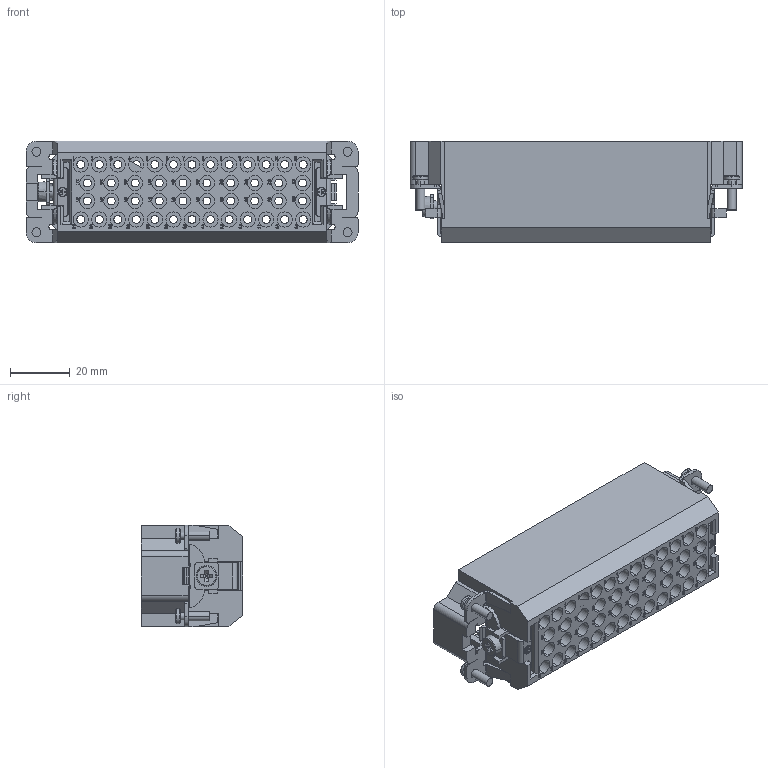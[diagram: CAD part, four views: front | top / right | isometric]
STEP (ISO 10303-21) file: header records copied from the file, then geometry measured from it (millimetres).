
FILE_DESCRIPTION((''),'2;1');
FILE_NAME('46M','2017-08-14T',('tl.yang'),(''),'PRO/ENGINEER BY PARAMETRIC TECHNOLOGY CORPORATION, 2011500','PRO/ENGINEER BY PARAMETRIC TECHNOLOGY CORPORATION, 2011500','');
FILE_SCHEMA(('CONFIG_CONTROL_DESIGN'));
Products named in the file (1): 46M
Bounding box: 111 x 34 x 34 mm (x, y, z)
Volume: 58120.5 mm3; surface area: 40698.9 mm2
Topology: 1 solids, 1 shells, 6916 faces, 19603 edges, 13068 vertices
Faces by surface type: plane 6256, cylinder 512, torus 98, bspline 32, cone 18
Entity records: 222048 total; most frequent: CARTESIAN_POINT 40836, ORIENTED_EDGE 39198, DIRECTION 34631, EDGE_CURVE 19599, VECTOR 18183, LINE 18183, VERTEX_POINT 13066, AXIS2_PLACEMENT_3D 8224
